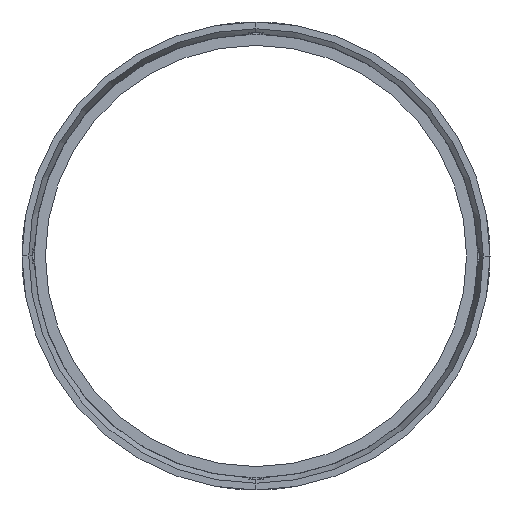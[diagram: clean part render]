
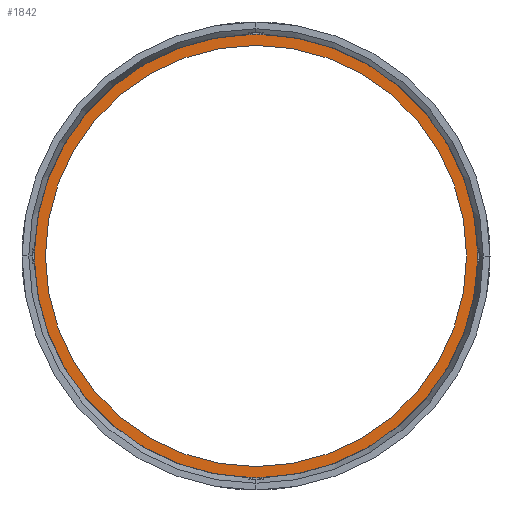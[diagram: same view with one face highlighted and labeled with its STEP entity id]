
A CAD part, left-side view. The second image highlights one B-rep face of the part: STEP entity #1842.
In plain terms, the highlighted planar face has unit normal (-1, 0, 0).
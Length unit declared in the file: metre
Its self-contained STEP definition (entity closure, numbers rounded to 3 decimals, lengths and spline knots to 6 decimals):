
#55 = DIRECTION ( 'NONE',  ( 1., 0., 0. ) ) ;
#114 = DIRECTION ( 'NONE',  ( 0., 0., -1. ) ) ;
#178 = EDGE_LOOP ( 'NONE', ( #1380, #1786 ) ) ;
#385 = AXIS2_PLACEMENT_3D ( 'NONE', #2763, #1258, #816 ) ;
#386 = ORIENTED_EDGE ( 'NONE', *, *, #1581, .F. ) ;
#387 = CIRCLE ( 'NONE', #1821, 0.0711 ) ;
#401 = DIRECTION ( 'NONE',  ( 1., 0., 0. ) ) ;
#526 = ORIENTED_EDGE ( 'NONE', *, *, #2329, .F. ) ;
#731 = PLANE ( 'NONE',  #1054 ) ;
#730 = CARTESIAN_POINT ( 'NONE',  ( -0.334387, 0., -0.0711 ) ) ;
#816 = DIRECTION ( 'NONE',  ( 0., 0., -1. ) ) ;
#909 = DIRECTION ( 'NONE',  ( 0., 0., -1. ) ) ;
#940 = FACE_OUTER_BOUND ( 'NONE', #178, .T. ) ;
#1011 = CIRCLE ( 'NONE', #2508, 0.0675 ) ;
#1054 = AXIS2_PLACEMENT_3D ( 'NONE', #1616, #55, #909 ) ;
#1258 = DIRECTION ( 'NONE',  ( -1., 0., 0. ) ) ;
#1380 = ORIENTED_EDGE ( 'NONE', *, *, #2051, .F. ) ;
#1410 = CIRCLE ( 'NONE', #385, 0.0675 ) ;
#1428 = CARTESIAN_POINT ( 'NONE',  ( -0.334387, 0., 0. ) ) ;
#1579 = DIRECTION ( 'NONE',  ( -1., 0., 0. ) ) ;
#1581 = EDGE_CURVE ( 'NONE', #2372, #2337, #1011, .T. ) ;
#1616 = CARTESIAN_POINT ( 'NONE',  ( -0.334387, 0., 0. ) ) ;
#1697 = AXIS2_PLACEMENT_3D ( 'NONE', #1996, #2675, #2660 ) ;
#1786 = ORIENTED_EDGE ( 'NONE', *, *, #2681, .F. ) ;
#1821 = AXIS2_PLACEMENT_3D ( 'NONE', #1428, #401, #114 ) ;
#1822 = EDGE_LOOP ( 'NONE', ( #386, #526 ) ) ;
#1842 = ADVANCED_FACE ( 'NONE', ( #940, #2684 ), #731, .F. ) ;
#1866 = CARTESIAN_POINT ( 'NONE',  ( -0.334387, 0., -0.0675 ) ) ;
#1940 = CARTESIAN_POINT ( 'NONE',  ( -0.334387, 0., 0.0675 ) ) ;
#1996 = CARTESIAN_POINT ( 'NONE',  ( -0.334387, 0., 0. ) ) ;
#2017 = CIRCLE ( 'NONE', #1697, 0.0711 ) ;
#2051 = EDGE_CURVE ( 'NONE', #2098, #2541, #2017, .T. ) ;
#2098 = VERTEX_POINT ( 'NONE', #2451 ) ;
#2329 = EDGE_CURVE ( 'NONE', #2337, #2372, #1410, .T. ) ;
#2337 = VERTEX_POINT ( 'NONE', #1866 ) ;
#2372 = VERTEX_POINT ( 'NONE', #1940 ) ;
#2437 = DIRECTION ( 'NONE',  ( 0., 0., -1. ) ) ;
#2451 = CARTESIAN_POINT ( 'NONE',  ( -0.334387, 0., 0.0711 ) ) ;
#2508 = AXIS2_PLACEMENT_3D ( 'NONE', #2695, #1579, #2437 ) ;
#2541 = VERTEX_POINT ( 'NONE', #730 ) ;
#2660 = DIRECTION ( 'NONE',  ( 0., 0., -1. ) ) ;
#2675 = DIRECTION ( 'NONE',  ( 1., 0., 0. ) ) ;
#2681 = EDGE_CURVE ( 'NONE', #2541, #2098, #387, .T. ) ;
#2684 = FACE_BOUND ( 'NONE', #1822, .T. ) ;
#2695 = CARTESIAN_POINT ( 'NONE',  ( -0.334387, 0., 0. ) ) ;
#2763 = CARTESIAN_POINT ( 'NONE',  ( -0.334387, 0., 0. ) ) ;
